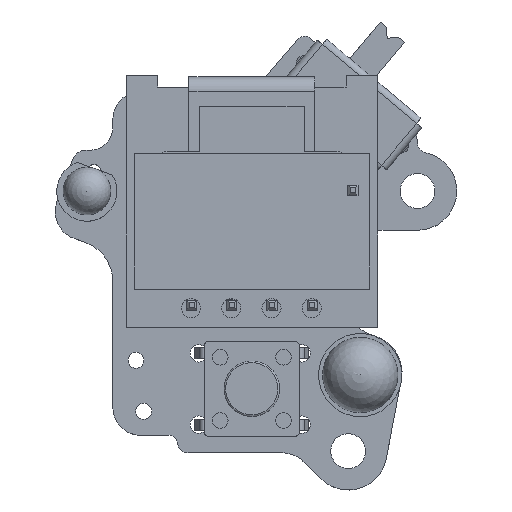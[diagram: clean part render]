
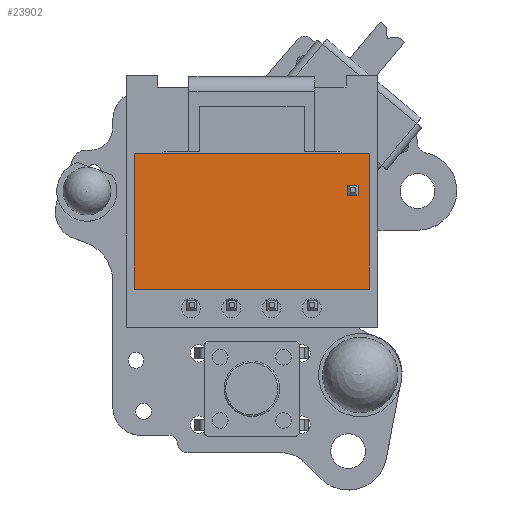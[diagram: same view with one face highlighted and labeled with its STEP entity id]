
A CAD part, top view. The second image highlights one B-rep face of the part: STEP entity #23902.
In plain terms, the highlighted planar face has unit normal (0, 0, 1).
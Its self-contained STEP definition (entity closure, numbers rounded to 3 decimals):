
#23305 = VERTEX_POINT('',#23306);
#23306 = CARTESIAN_POINT('',(7.772,-6.409,
    8.307));
#23312 = EDGE_CURVE('',#23305,#23313,#23315,.T.);
#23313 = VERTEX_POINT('',#23314);
#23314 = CARTESIAN_POINT('',(22.647,-6.409,
    8.307));
#23315 = LINE('',#23316,#23317);
#23316 = CARTESIAN_POINT('',(15.21,-6.409,
    8.307));
#23317 = VECTOR('',#23318,1.);
#23318 = DIRECTION('',(1.,0.,0.));
#23843 = VERTEX_POINT('',#23844);
#23844 = CARTESIAN_POINT('',(22.647,-14.987,8.307)
  );
#23850 = EDGE_CURVE('',#23851,#23843,#23853,.T.);
#23851 = VERTEX_POINT('',#23852);
#23852 = CARTESIAN_POINT('',(7.772,-14.987,8.307));
#23853 = LINE('',#23854,#23855);
#23854 = CARTESIAN_POINT('',(15.21,-14.987,8.307)
  );
#23855 = VECTOR('',#23856,1.);
#23856 = DIRECTION('',(1.,0.,0.));
#23874 = EDGE_CURVE('',#23851,#23305,#23875,.T.);
#23875 = LINE('',#23876,#23877);
#23876 = CARTESIAN_POINT('',(7.772,-10.698,
    8.307));
#23877 = VECTOR('',#23878,1.);
#23878 = DIRECTION('',(0.,1.,0.));
#23891 = EDGE_CURVE('',#23843,#23313,#23892,.T.);
#23892 = LINE('',#23893,#23894);
#23893 = CARTESIAN_POINT('',(22.647,-10.698,
    8.307));
#23894 = VECTOR('',#23895,1.);
#23895 = DIRECTION('',(0.,1.,0.));
#23902 = ADVANCED_FACE('',(#23903),#23909,.F.);
#23903 = FACE_BOUND('',#23904,.T.);
#23904 = EDGE_LOOP('',(#23905,#23906,#23907,#23908));
#23905 = ORIENTED_EDGE('',*,*,#23850,.T.);
#23906 = ORIENTED_EDGE('',*,*,#23891,.T.);
#23907 = ORIENTED_EDGE('',*,*,#23312,.F.);
#23908 = ORIENTED_EDGE('',*,*,#23874,.F.);
#23909 = PLANE('',#23910);
#23910 = AXIS2_PLACEMENT_3D('',#23911,#23912,#23913);
#23911 = CARTESIAN_POINT('',(15.21,-9.449,8.307));
#23912 = DIRECTION('',(0.,0.,-1.));
#23913 = DIRECTION('',(1.,0.,0.));
